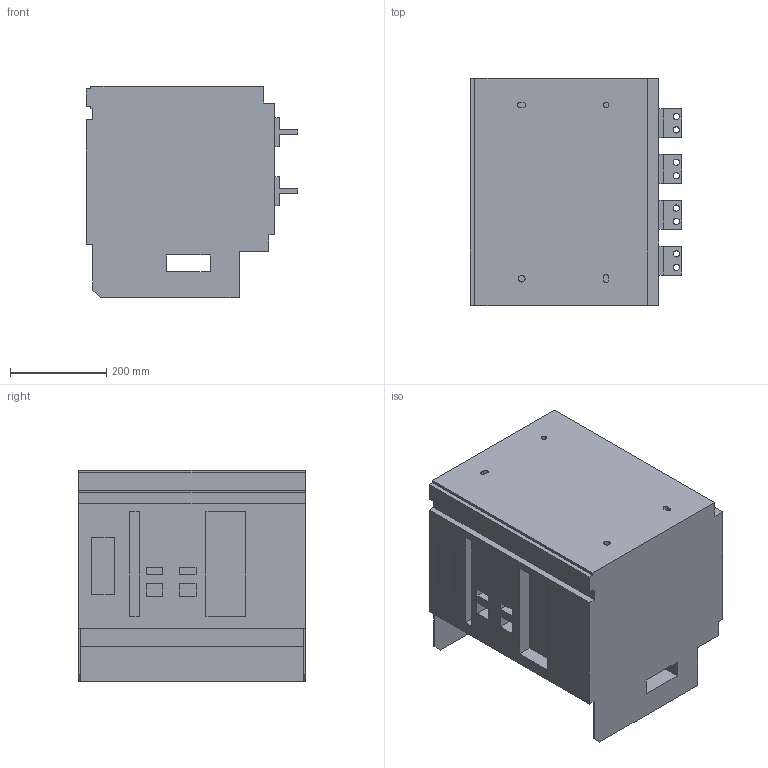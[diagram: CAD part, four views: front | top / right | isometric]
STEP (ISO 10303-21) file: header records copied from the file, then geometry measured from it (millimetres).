
FILE_DESCRIPTION((''),'2;1');
FILE_NAME('NA1-2000-630A-4P_ASM','2018-11-17T',('wqli'),(''),'CREO PARAMETRIC BY PTC INC, 2015480','CREO PARAMETRIC BY PTC INC, 2015480','');
FILE_SCHEMA(('CONFIG_CONTROL_DESIGN'));
Length unit declared in the file: millimetre
Products named in the file (3): NA1-2000-4-DRAW-OUT; 8-580-217-3; NA1-2000-630A-4P_ASM
Assembly tree (9 placements, depth 2):
  NA1-2000-630A-4P_ASM
    NA1-2000-4-DRAW-OUT
    8-580-217-3  x8
Bounding box: 439 x 470 x 439 mm (x, y, z)
Volume: 68947871.4 mm3; surface area: 1424713 mm2
Topology: 9 solids, 9 shells, 261 faces, 702 edges, 470 vertices
Faces by surface type: plane 157, cylinder 104
Entity records: 3462 total; most frequent: CARTESIAN_POINT 591, DIRECTION 566, ORIENTED_EDGE 564, EDGE_CURVE 282, VECTOR 236, LINE 236, VERTEX_POINT 190, AXIS2_PLACEMENT_3D 165
